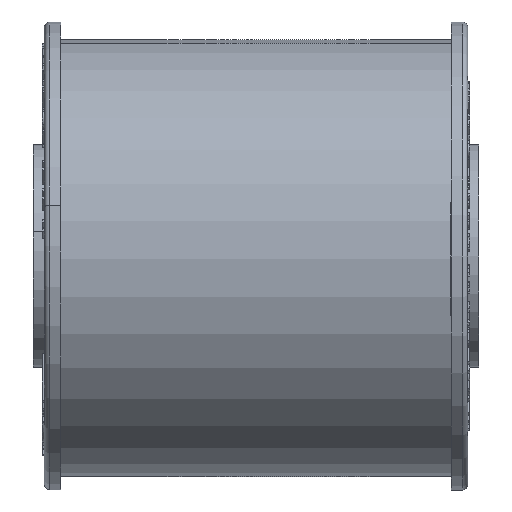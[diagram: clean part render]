
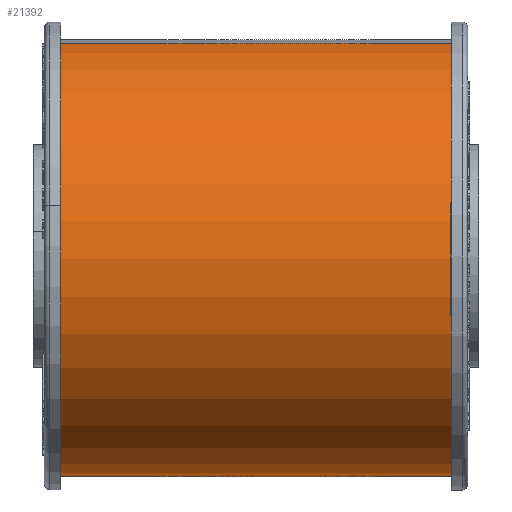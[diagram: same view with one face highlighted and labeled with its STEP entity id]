
A CAD part, left-side view. The second image highlights one B-rep face of the part: STEP entity #21392.
In plain terms, the highlighted cylindrical face has radius 19.599 mm (diameter 39.198 mm), a partial arc.
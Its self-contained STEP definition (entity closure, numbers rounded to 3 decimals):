
#114 = FACE_OUTER_BOUND ( 'NONE', #8529, .T. ) ;
#148 = VERTEX_POINT ( 'NONE', #9077 ) ;
#1017 = AXIS2_PLACEMENT_3D ( 'NONE', #6783, #10558, #16498 ) ;
#1238 = EDGE_CURVE ( 'NONE', #18045, #17472, #1299, .T. ) ;
#1299 = LINE ( 'NONE', #17666, #2964 ) ;
#2964 = VECTOR ( 'NONE', #21417, 1000. ) ;
#4079 = CARTESIAN_POINT ( 'NONE',  ( 19.399, 35., 0. ) ) ;
#4523 = CIRCLE ( 'NONE', #1017, 19.599 ) ;
#5220 = ORIENTED_EDGE ( 'NONE', *, *, #1238, .T. ) ;
#5897 = DIRECTION ( 'NONE',  ( 0., -1., 0. ) ) ;
#6783 = CARTESIAN_POINT ( 'NONE',  ( -0.2, 35., 0. ) ) ;
#7074 = DIRECTION ( 'NONE',  ( 1., 0., 0. ) ) ;
#8421 = EDGE_CURVE ( 'NONE', #148, #17472, #22368, .T. ) ;
#8529 = EDGE_LOOP ( 'NONE', ( #16279, #11930, #13879, #5220 ) ) ;
#8664 = CARTESIAN_POINT ( 'NONE',  ( -0.2, 0., 0. ) ) ;
#9077 = CARTESIAN_POINT ( 'NONE',  ( 19.399, 0., 0. ) ) ;
#9129 = VERTEX_POINT ( 'NONE', #9324 ) ;
#9193 = DIRECTION ( 'NONE',  ( 0., 0., -1. ) ) ;
#9324 = CARTESIAN_POINT ( 'NONE',  ( 19.399, 35., 0. ) ) ;
#10069 = AXIS2_PLACEMENT_3D ( 'NONE', #18403, #22285, #9193 ) ;
#10558 = DIRECTION ( 'NONE',  ( 0., -1., 0. ) ) ;
#10660 = EDGE_CURVE ( 'NONE', #9129, #148, #22512, .T. ) ;
#11930 = ORIENTED_EDGE ( 'NONE', *, *, #10660, .F. ) ;
#12686 = VECTOR ( 'NONE', #5897, 1000. ) ;
#12703 = CYLINDRICAL_SURFACE ( 'NONE', #10069, 19.599 ) ;
#13879 = ORIENTED_EDGE ( 'NONE', *, *, #14472, .T. ) ;
#14472 = EDGE_CURVE ( 'NONE', #9129, #18045, #4523, .T. ) ;
#16279 = ORIENTED_EDGE ( 'NONE', *, *, #8421, .F. ) ;
#16498 = DIRECTION ( 'NONE',  ( 1., 0., 0. ) ) ;
#17472 = VERTEX_POINT ( 'NONE', #18338 ) ;
#17666 = CARTESIAN_POINT ( 'NONE',  ( -19.799, 35., 0. ) ) ;
#17716 = AXIS2_PLACEMENT_3D ( 'NONE', #8664, #18122, #7074 ) ;
#18045 = VERTEX_POINT ( 'NONE', #21319 ) ;
#18122 = DIRECTION ( 'NONE',  ( 0., -1., 0. ) ) ;
#18338 = CARTESIAN_POINT ( 'NONE',  ( -19.799, 0., 0. ) ) ;
#18403 = CARTESIAN_POINT ( 'NONE',  ( -0.2, 35., 0. ) ) ;
#21319 = CARTESIAN_POINT ( 'NONE',  ( -19.799, 35., 0. ) ) ;
#21392 = ADVANCED_FACE ( 'NONE', ( #114 ), #12703, .T. ) ;
#21417 = DIRECTION ( 'NONE',  ( 0., -1., 0. ) ) ;
#22285 = DIRECTION ( 'NONE',  ( 0., -1., 0. ) ) ;
#22368 = CIRCLE ( 'NONE', #17716, 19.599 ) ;
#22512 = LINE ( 'NONE', #4079, #12686 ) ;
